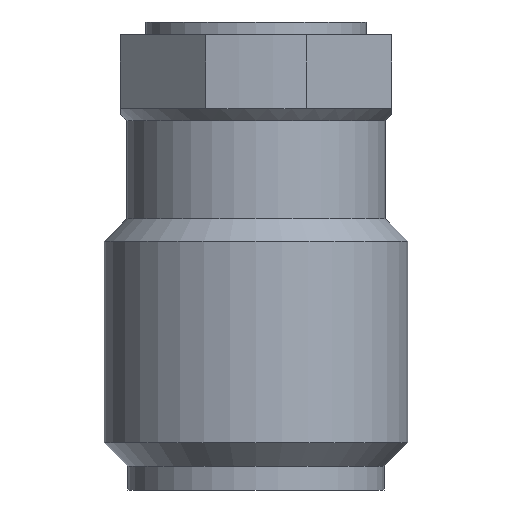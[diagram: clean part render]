
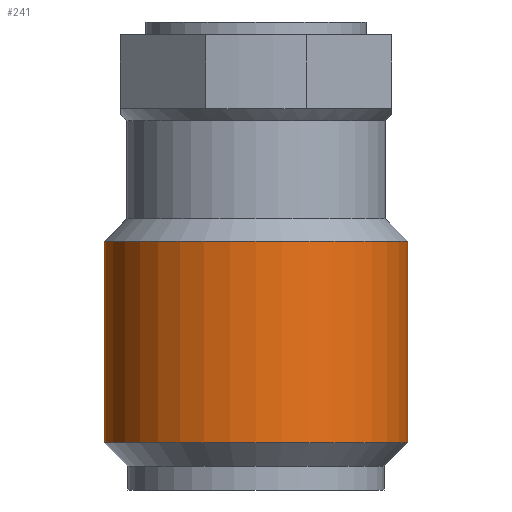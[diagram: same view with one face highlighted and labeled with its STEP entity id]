
A CAD part, front view. The second image highlights one B-rep face of the part: STEP entity #241.
In plain terms, the highlighted cylindrical face has radius 3.165 mm (diameter 6.33 mm), a partial arc.
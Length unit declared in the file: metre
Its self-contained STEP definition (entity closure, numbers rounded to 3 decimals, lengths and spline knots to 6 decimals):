
#48 = LINE ( 'NONE', #441, #113 ) ;
#113 = VECTOR ( 'NONE', #1605, 1. ) ;
#155 = CIRCLE ( 'NONE', #514, 0.003165 ) ;
#205 = FACE_OUTER_BOUND ( 'NONE', #2013, .T. ) ;
#241 = ADVANCED_FACE ( 'NONE', ( #205 ), #1476, .T. ) ;
#268 = AXIS2_PLACEMENT_3D ( 'NONE', #1244, #1408, #408 ) ;
#281 = CARTESIAN_POINT ( 'NONE',  ( -0.003165, 0., -0.008501 ) ) ;
#377 = EDGE_CURVE ( 'NONE', #1295, #1770, #48, .T. ) ;
#405 = CARTESIAN_POINT ( 'NONE',  ( 0., 0., -0.008501 ) ) ;
#408 = DIRECTION ( 'NONE',  ( -1., 0., 0. ) ) ;
#441 = CARTESIAN_POINT ( 'NONE',  ( 0.003165, 0., -0.007561 ) ) ;
#514 = AXIS2_PLACEMENT_3D ( 'NONE', #1564, #581, #1731 ) ;
#581 = DIRECTION ( 'NONE',  ( 0., 0., -1. ) ) ;
#582 = DIRECTION ( 'NONE',  ( -1., 0., 0. ) ) ;
#668 = ORIENTED_EDGE ( 'NONE', *, *, #871, .T. ) ;
#871 = EDGE_CURVE ( 'NONE', #1295, #1000, #155, .T. ) ;
#952 = EDGE_CURVE ( 'NONE', #1000, #1981, #1849, .T. ) ;
#957 = CIRCLE ( 'NONE', #2064, 0.003165 ) ;
#1000 = VERTEX_POINT ( 'NONE', #1856 ) ;
#1029 = CARTESIAN_POINT ( 'NONE',  ( -0.003165, 0., -0.007561 ) ) ;
#1123 = ORIENTED_EDGE ( 'NONE', *, *, #952, .T. ) ;
#1244 = CARTESIAN_POINT ( 'NONE',  ( 0., 0., -0.007561 ) ) ;
#1295 = VERTEX_POINT ( 'NONE', #1817 ) ;
#1352 = DIRECTION ( 'NONE',  ( 0., 0., -1. ) ) ;
#1408 = DIRECTION ( 'NONE',  ( 0., 0., -1. ) ) ;
#1476 = CYLINDRICAL_SURFACE ( 'NONE', #268, 0.003165 ) ;
#1492 = ORIENTED_EDGE ( 'NONE', *, *, #377, .F. ) ;
#1549 = ORIENTED_EDGE ( 'NONE', *, *, #1811, .F. ) ;
#1564 = CARTESIAN_POINT ( 'NONE',  ( 0., 0., -0.004306 ) ) ;
#1573 = DIRECTION ( 'NONE',  ( 0., 0., -1. ) ) ;
#1605 = DIRECTION ( 'NONE',  ( 0., 0., -1. ) ) ;
#1731 = DIRECTION ( 'NONE',  ( -1., 0., 0. ) ) ;
#1770 = VERTEX_POINT ( 'NONE', #2041 ) ;
#1811 = EDGE_CURVE ( 'NONE', #1770, #1981, #957, .T. ) ;
#1817 = CARTESIAN_POINT ( 'NONE',  ( 0.003165, 0., -0.004306 ) ) ;
#1849 = LINE ( 'NONE', #1029, #2143 ) ;
#1856 = CARTESIAN_POINT ( 'NONE',  ( -0.003165, 0., -0.004306 ) ) ;
#1981 = VERTEX_POINT ( 'NONE', #281 ) ;
#2013 = EDGE_LOOP ( 'NONE', ( #1492, #668, #1123, #1549 ) ) ;
#2041 = CARTESIAN_POINT ( 'NONE',  ( 0.003165, 0., -0.008501 ) ) ;
#2064 = AXIS2_PLACEMENT_3D ( 'NONE', #405, #1573, #582 ) ;
#2143 = VECTOR ( 'NONE', #1352, 1. ) ;
